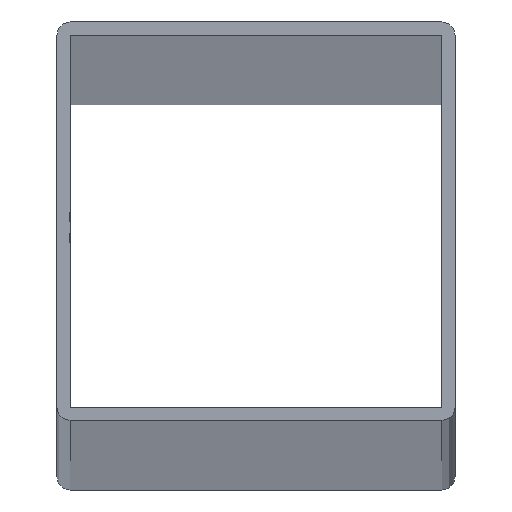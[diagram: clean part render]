
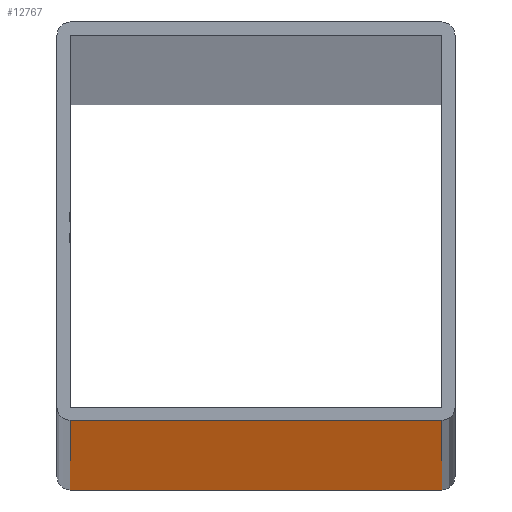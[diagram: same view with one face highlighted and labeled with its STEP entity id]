
A CAD part, top view. The second image highlights one B-rep face of the part: STEP entity #12767.
In plain terms, the highlighted planar face has unit normal (0, -1, 0).
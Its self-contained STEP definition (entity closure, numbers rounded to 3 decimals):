
#363 = PLANE ( 'NONE',  #1354 ) ;
#636 = VERTEX_POINT ( 'NONE', #9651 ) ;
#1003 = VECTOR ( 'NONE', #4641, 1000. ) ;
#1354 = AXIS2_PLACEMENT_3D ( 'NONE', #5551, #7632, #1390 ) ;
#1390 = DIRECTION ( 'NONE',  ( 0., 0., 1. ) ) ;
#1811 = LINE ( 'NONE', #4809, #10176 ) ;
#2194 = CARTESIAN_POINT ( 'NONE',  ( 28., -30., 3000. ) ) ;
#3161 = ORIENTED_EDGE ( 'NONE', *, *, #4395, .F. ) ;
#3235 = ORIENTED_EDGE ( 'NONE', *, *, #3999, .T. ) ;
#3740 = CARTESIAN_POINT ( 'NONE',  ( -28., -30., -3000. ) ) ;
#3821 = VECTOR ( 'NONE', #7429, 1000. ) ;
#3993 = FACE_OUTER_BOUND ( 'NONE', #6309, .T. ) ;
#3999 = EDGE_CURVE ( 'NONE', #11866, #5887, #9678, .T. ) ;
#4244 = EDGE_CURVE ( 'NONE', #636, #11703, #8022, .T. ) ;
#4395 = EDGE_CURVE ( 'NONE', #636, #5887, #1811, .T. ) ;
#4641 = DIRECTION ( 'NONE',  ( 0., 0., 1. ) ) ;
#4809 = CARTESIAN_POINT ( 'NONE',  ( -30., -30., 3000. ) ) ;
#5423 = ORIENTED_EDGE ( 'NONE', *, *, #13142, .T. ) ;
#5551 = CARTESIAN_POINT ( 'NONE',  ( -30., -30., 3000. ) ) ;
#5887 = VERTEX_POINT ( 'NONE', #2194 ) ;
#6309 = EDGE_LOOP ( 'NONE', ( #5423, #3235, #3161, #6635 ) ) ;
#6373 = CARTESIAN_POINT ( 'NONE',  ( -30., -30., -3000. ) ) ;
#6635 = ORIENTED_EDGE ( 'NONE', *, *, #4244, .T. ) ;
#6713 = CARTESIAN_POINT ( 'NONE',  ( 28., -30., 3000. ) ) ;
#7429 = DIRECTION ( 'NONE',  ( 1., 0., 0. ) ) ;
#7471 = CARTESIAN_POINT ( 'NONE',  ( 28., -30., -3000. ) ) ;
#7632 = DIRECTION ( 'NONE',  ( 0., 1., 0. ) ) ;
#8022 = LINE ( 'NONE', #8489, #13302 ) ;
#8489 = CARTESIAN_POINT ( 'NONE',  ( -28., -30., 3000. ) ) ;
#9365 = LINE ( 'NONE', #6373, #3821 ) ;
#9651 = CARTESIAN_POINT ( 'NONE',  ( -28., -30., 3000. ) ) ;
#9678 = LINE ( 'NONE', #6713, #1003 ) ;
#10176 = VECTOR ( 'NONE', #11081, 1000. ) ;
#10614 = DIRECTION ( 'NONE',  ( 0., 0., -1. ) ) ;
#11081 = DIRECTION ( 'NONE',  ( 1., 0., 0. ) ) ;
#11703 = VERTEX_POINT ( 'NONE', #3740 ) ;
#11866 = VERTEX_POINT ( 'NONE', #7471 ) ;
#12767 = ADVANCED_FACE ( 'NONE', ( #3993 ), #363, .F. ) ;
#13142 = EDGE_CURVE ( 'NONE', #11703, #11866, #9365, .T. ) ;
#13302 = VECTOR ( 'NONE', #10614, 1000. ) ;
